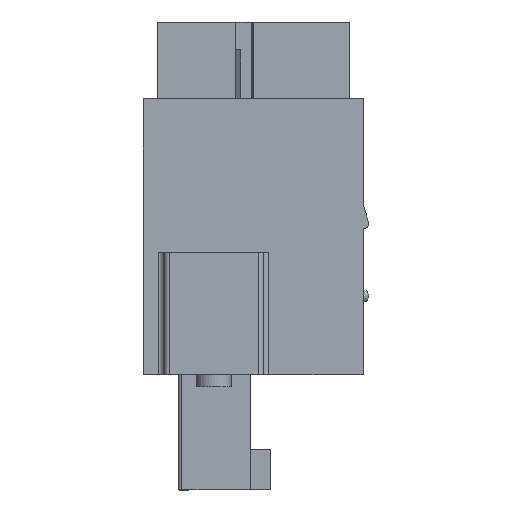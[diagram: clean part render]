
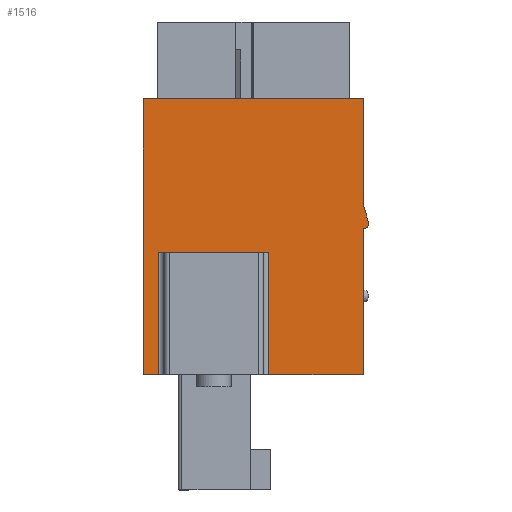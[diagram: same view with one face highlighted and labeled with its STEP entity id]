
A CAD part, left-side view. The second image highlights one B-rep face of the part: STEP entity #1516.
In plain terms, the highlighted planar face has unit normal (-1, 0, 0).
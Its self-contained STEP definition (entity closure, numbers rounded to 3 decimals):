
#1516 = ADVANCED_FACE( '', ( #3162 ), #3163, .F. );
#3162 = FACE_OUTER_BOUND( '', #4956, .T. );
#3163 = PLANE( '', #4957 );
#4956 = EDGE_LOOP( '', ( #9291, #9292, #9293, #9294, #9295, #9296, #9297, #9298, #9299, #9300, #9301 ) );
#4957 = AXIS2_PLACEMENT_3D( '', #9302, #9303, #9304 );
#9291 = ORIENTED_EDGE( '', *, *, #12470, .F. );
#9292 = ORIENTED_EDGE( '', *, *, #12677, .T. );
#9293 = ORIENTED_EDGE( '', *, *, #12800, .F. );
#9294 = ORIENTED_EDGE( '', *, *, #12741, .F. );
#9295 = ORIENTED_EDGE( '', *, *, #12608, .F. );
#9296 = ORIENTED_EDGE( '', *, *, #11190, .F. );
#9297 = ORIENTED_EDGE( '', *, *, #11716, .F. );
#9298 = ORIENTED_EDGE( '', *, *, #12653, .F. );
#9299 = ORIENTED_EDGE( '', *, *, #12450, .F. );
#9300 = ORIENTED_EDGE( '', *, *, #12801, .F. );
#9301 = ORIENTED_EDGE( '', *, *, #12315, .T. );
#9302 = CARTESIAN_POINT( '', ( -8.015, 0., 0. ) );
#9303 = DIRECTION( '', ( 1., 0., 0. ) );
#9304 = DIRECTION( '', ( 0., 0., -1. ) );
#11190 = EDGE_CURVE( '', #13519, #13521, #13522, .T. );
#11716 = EDGE_CURVE( '', #14414, #13519, #14416, .T. );
#12315 = EDGE_CURVE( '', #15335, #15333, #15336, .F. );
#12450 = EDGE_CURVE( '', #15521, #15522, #15523, .T. );
#12470 = EDGE_CURVE( '', #15548, #15333, #15550, .T. );
#12608 = EDGE_CURVE( '', #13521, #15739, #15740, .T. );
#12653 = EDGE_CURVE( '', #15522, #14414, #15800, .T. );
#12677 = EDGE_CURVE( '', #15548, #15827, #15830, .F. );
#12741 = EDGE_CURVE( '', #15739, #15908, #15909, .T. );
#12800 = EDGE_CURVE( '', #15908, #15827, #15976, .T. );
#12801 = EDGE_CURVE( '', #15335, #15521, #15977, .T. );
#13519 = VERTEX_POINT( '', #16901 );
#13521 = VERTEX_POINT( '', #16904 );
#13522 = LINE( '', #16905, #16906 );
#14414 = VERTEX_POINT( '', #18219 );
#14416 = LINE( '', #18222, #18223 );
#15333 = VERTEX_POINT( '', #19573 );
#15335 = VERTEX_POINT( '', #19575 );
#15336 = LINE( '', #19576, #19577 );
#15521 = VERTEX_POINT( '', #19848 );
#15522 = VERTEX_POINT( '', #19849 );
#15523 = LINE( '', #19850, #19851 );
#15548 = VERTEX_POINT( '', #19893 );
#15550 = LINE( '', #19895, #19896 );
#15739 = VERTEX_POINT( '', #20174 );
#15740 = CIRCLE( '', #20175, 0.3 );
#15800 = LINE( '', #20276, #20277 );
#15827 = VERTEX_POINT( '', #20335 );
#15830 = LINE( '', #20338, #20339 );
#15908 = VERTEX_POINT( '', #20462 );
#15909 = LINE( '', #20463, #20464 );
#15976 = LINE( '', #20565, #20566 );
#15977 = LINE( '', #20567, #20568 );
#16901 = CARTESIAN_POINT( '', ( -8.015, -6.3, 1.85 ) );
#16904 = CARTESIAN_POINT( '', ( -8.015, -6.589, 0.832 ) );
#16905 = CARTESIAN_POINT( '', ( -8.015, -6.3, 1.85 ) );
#16906 = VECTOR( '', #21305, 1000. );
#18219 = CARTESIAN_POINT( '', ( -8.015, -6.3, 7.9 ) );
#18222 = CARTESIAN_POINT( '', ( -8.015, -6.3, 7.9 ) );
#18223 = VECTOR( '', #21834, 1000. );
#19573 = CARTESIAN_POINT( '', ( -8.015, 5.425, -0.9 ) );
#19575 = CARTESIAN_POINT( '', ( -8.015, 5.425, -7.9 ) );
#19576 = CARTESIAN_POINT( '', ( -8.015, 5.425, -0.9 ) );
#19577 = VECTOR( '', #22400, 1000. );
#19848 = CARTESIAN_POINT( '', ( -8.015, 6.3, -7.9 ) );
#19849 = CARTESIAN_POINT( '', ( -8.015, 6.3, 7.9 ) );
#19850 = CARTESIAN_POINT( '', ( -8.015, 6.3, -7.9 ) );
#19851 = VECTOR( '', #22514, 1000. );
#19893 = CARTESIAN_POINT( '', ( -8.015, -0.875, -0.9 ) );
#19895 = CARTESIAN_POINT( '', ( -8.015, -0.575, -0.9 ) );
#19896 = VECTOR( '', #22535, 1000. );
#20174 = CARTESIAN_POINT( '', ( -8.015, -6.3, 0.45 ) );
#20175 = AXIS2_PLACEMENT_3D( '', #22659, #22660, #22661 );
#20276 = CARTESIAN_POINT( '', ( -8.015, 6.3, 7.9 ) );
#20277 = VECTOR( '', #22703, 1000. );
#20335 = CARTESIAN_POINT( '', ( -8.015, -0.875, -7.9 ) );
#20338 = CARTESIAN_POINT( '', ( -8.015, -0.875, -7.9 ) );
#20339 = VECTOR( '', #22723, 1000. );
#20462 = CARTESIAN_POINT( '', ( -8.015, -6.3, -7.9 ) );
#20463 = CARTESIAN_POINT( '', ( -8.015, -6.3, 7.9 ) );
#20464 = VECTOR( '', #22779, 1000. );
#20565 = CARTESIAN_POINT( '', ( -8.015, -6.3, -7.9 ) );
#20566 = VECTOR( '', #22820, 1000. );
#20567 = CARTESIAN_POINT( '', ( -8.015, -6.3, -7.9 ) );
#20568 = VECTOR( '', #22821, 1000. );
#21305 = DIRECTION( '', ( 0., -0.273, -0.962 ) );
#21834 = DIRECTION( '', ( 0., 0., -1. ) );
#22400 = DIRECTION( '', ( 0., 0., -1. ) );
#22514 = DIRECTION( '', ( 0., 0., 1. ) );
#22535 = DIRECTION( '', ( 0., 1., 0. ) );
#22659 = CARTESIAN_POINT( '', ( -8.015, -6.3, 0.75 ) );
#22660 = DIRECTION( '', ( 1., 0., 0. ) );
#22661 = DIRECTION( '', ( 0., 1., 0. ) );
#22703 = DIRECTION( '', ( 0., -1., 0. ) );
#22723 = DIRECTION( '', ( 0., 0., 1. ) );
#22779 = DIRECTION( '', ( 0., 0., -1. ) );
#22820 = DIRECTION( '', ( 0., 1., 0. ) );
#22821 = DIRECTION( '', ( 0., 1., 0. ) );
